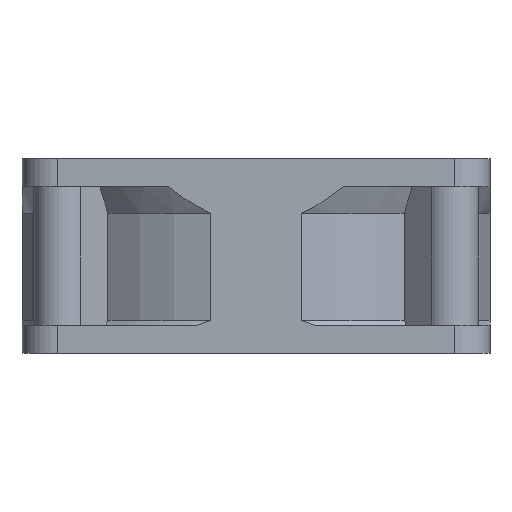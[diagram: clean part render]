
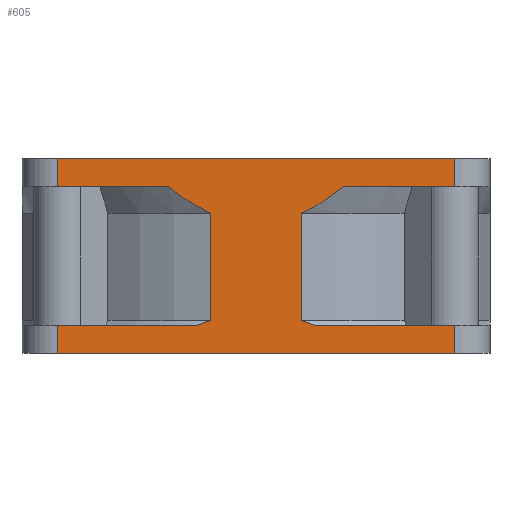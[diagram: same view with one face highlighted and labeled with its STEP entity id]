
A CAD part, front view. The second image highlights one B-rep face of the part: STEP entity #605.
In plain terms, the highlighted planar face has unit normal (0, -1, 0).
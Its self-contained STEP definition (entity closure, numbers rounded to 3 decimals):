
#605 = ADVANCED_FACE( '', ( #1417 ), #1418, .F. );
#1417 = FACE_OUTER_BOUND( '', #4712, .T. );
#1418 = PLANE( '', #4713 );
#4712 = EDGE_LOOP( '', ( #9727, #9728, #9729, #9730, #9731, #9732, #9733, #9734, #9735, #9736, #9737, #9738, #9739, #9740, #9741, #9742 ) );
#4713 = AXIS2_PLACEMENT_3D( '', #9743, #9744, #9745 );
#9727 = ORIENTED_EDGE( '', *, *, #12214, .F. );
#9728 = ORIENTED_EDGE( '', *, *, #11662, .F. );
#9729 = ORIENTED_EDGE( '', *, *, #11747, .F. );
#9730 = ORIENTED_EDGE( '', *, *, #12215, .F. );
#9731 = ORIENTED_EDGE( '', *, *, #12082, .F. );
#9732 = ORIENTED_EDGE( '', *, *, #12216, .T. );
#9733 = ORIENTED_EDGE( '', *, *, #12217, .T. );
#9734 = ORIENTED_EDGE( '', *, *, #12218, .F. );
#9735 = ORIENTED_EDGE( '', *, *, #12219, .F. );
#9736 = ORIENTED_EDGE( '', *, *, #12220, .F. );
#9737 = ORIENTED_EDGE( '', *, *, #12127, .F. );
#9738 = ORIENTED_EDGE( '', *, *, #12221, .F. );
#9739 = ORIENTED_EDGE( '', *, *, #12222, .F. );
#9740 = ORIENTED_EDGE( '', *, *, #12223, .F. );
#9741 = ORIENTED_EDGE( '', *, *, #11970, .F. );
#9742 = ORIENTED_EDGE( '', *, *, #12224, .T. );
#9743 = CARTESIAN_POINT( '', ( -20.377, -30.846, 10.351 ) );
#9744 = DIRECTION( '', ( 0., 1., 0. ) );
#9745 = DIRECTION( '', ( 0., 0., 1. ) );
#11662 = EDGE_CURVE( '', #12993, #12989, #12995, .T. );
#11747 = EDGE_CURVE( '', #13136, #12993, #13138, .T. );
#11970 = EDGE_CURVE( '', #13508, #13510, #13511, .T. );
#12082 = EDGE_CURVE( '', #13693, #13684, #13695, .T. );
#12127 = EDGE_CURVE( '', #13763, #13758, #13765, .F. );
#12214 = EDGE_CURVE( '', #12989, #13890, #13891, .T. );
#12215 = EDGE_CURVE( '', #13684, #13136, #13892, .T. );
#12216 = EDGE_CURVE( '', #13693, #13893, #13894, .T. );
#12217 = EDGE_CURVE( '', #13893, #13895, #13896, .T. );
#12218 = EDGE_CURVE( '', #13897, #13895, #13898, .T. );
#12219 = EDGE_CURVE( '', #13899, #13897, #13900, .T. );
#12220 = EDGE_CURVE( '', #13758, #13899, #13901, .T. );
#12221 = EDGE_CURVE( '', #13902, #13763, #13903, .T. );
#12222 = EDGE_CURVE( '', #13904, #13902, #13905, .T. );
#12223 = EDGE_CURVE( '', #13510, #13904, #13906, .T. );
#12224 = EDGE_CURVE( '', #13508, #13890, #13907, .T. );
#12989 = VERTEX_POINT( '', #15176 );
#12993 = VERTEX_POINT( '', #15183 );
#12995 = B_SPLINE_CURVE_WITH_KNOTS( '', 3, ( #15185, #15186, #15187, #15188, #15189, #15190, #15191, #15192 ), .UNSPECIFIED., .F., .F., ( 4, 2, 2, 4 ), ( 0.057, 0.06, 0.061, 0.063 ), .UNSPECIFIED. );
#13136 = VERTEX_POINT( '', #15765 );
#13138 = LINE( '', #15767, #15768 );
#13508 = VERTEX_POINT( '', #17068 );
#13510 = VERTEX_POINT( '', #17070 );
#13511 = LINE( '', #17071, #17072 );
#13684 = VERTEX_POINT( '', #17680 );
#13693 = VERTEX_POINT( '', #17692 );
#13695 = LINE( '', #17694, #17695 );
#13758 = VERTEX_POINT( '', #18015 );
#13763 = VERTEX_POINT( '', #18021 );
#13765 = LINE( '', #18023, #18024 );
#13890 = VERTEX_POINT( '', #18826 );
#13891 = LINE( '', #18827, #18828 );
#13892 = B_SPLINE_CURVE_WITH_KNOTS( '', 3, ( #18829, #18830, #18831, #18832 ), .UNSPECIFIED., .F., .F., ( 4, 4 ), ( 0.046, 0.048 ), .UNSPECIFIED. );
#13893 = VERTEX_POINT( '', #18833 );
#13894 = LINE( '', #18834, #18835 );
#13895 = VERTEX_POINT( '', #18836 );
#13896 = LINE( '', #18837, #18838 );
#13897 = VERTEX_POINT( '', #18839 );
#13898 = LINE( '', #18840, #18841 );
#13899 = VERTEX_POINT( '', #18842 );
#13900 = LINE( '', #18843, #18844 );
#13901 = B_SPLINE_CURVE_WITH_KNOTS( '', 3, ( #18845, #18846, #18847, #18848 ), .UNSPECIFIED., .F., .F., ( 4, 4 ), ( 0.059, 0.061 ), .UNSPECIFIED. );
#13902 = VERTEX_POINT( '', #18849 );
#13903 = B_SPLINE_CURVE_WITH_KNOTS( '', 3, ( #18850, #18851, #18852, #18853, #18854, #18855, #18856, #18857 ), .UNSPECIFIED., .F., .F., ( 4, 2, 2, 4 ), ( 0.038, 0.04, 0.042, 0.045 ), .UNSPECIFIED. );
#13904 = VERTEX_POINT( '', #18858 );
#13905 = LINE( '', #18859, #18860 );
#13906 = LINE( '', #18861, #18862 );
#13907 = LINE( '', #18863, #18864 );
#15176 = CARTESIAN_POINT( '', ( -6.09, -30.846, 6.751 ) );
#15183 = CARTESIAN_POINT( '', ( -0.647, -30.846, 3.328 ) );
#15185 = CARTESIAN_POINT( '', ( -0.647, -30.846, 3.328 ) );
#15186 = CARTESIAN_POINT( '', ( -1.633, -30.846, 3.759 ) );
#15187 = CARTESIAN_POINT( '', ( -2.572, -30.846, 4.275 ) );
#15188 = CARTESIAN_POINT( '', ( -3.929, -30.846, 5.142 ) );
#15189 = CARTESIAN_POINT( '', ( -4.372, -30.846, 5.446 ) );
#15190 = CARTESIAN_POINT( '', ( -5.245, -30.846, 6.082 ) );
#15191 = CARTESIAN_POINT( '', ( -5.673, -30.846, 6.413 ) );
#15192 = CARTESIAN_POINT( '', ( -6.09, -30.846, 6.751 ) );
#15765 = CARTESIAN_POINT( '', ( -0.647, -30.846, -10.414 ) );
#15767 = CARTESIAN_POINT( '', ( -0.647, -30.846, -14.649 ) );
#15768 = VECTOR( '', #21868, 1000. );
#17068 = CARTESIAN_POINT( '', ( -20.377, -30.846, 10.351 ) );
#17070 = CARTESIAN_POINT( '', ( 30.623, -30.846, 10.351 ) );
#17071 = CARTESIAN_POINT( '', ( -20.377, -30.846, 10.351 ) );
#17072 = VECTOR( '', #22044, 1000. );
#17680 = CARTESIAN_POINT( '', ( -2.534, -30.846, -11.049 ) );
#17692 = CARTESIAN_POINT( '', ( -20.377, -30.846, -11.049 ) );
#17694 = CARTESIAN_POINT( '', ( -20.377, -30.846, -11.049 ) );
#17695 = VECTOR( '', #22162, 1000. );
#18015 = CARTESIAN_POINT( '', ( 10.894, -30.846, -10.414 ) );
#18021 = CARTESIAN_POINT( '', ( 10.894, -30.846, 3.328 ) );
#18023 = CARTESIAN_POINT( '', ( 10.894, -30.846, -14.649 ) );
#18024 = VECTOR( '', #22197, 1000. );
#18826 = CARTESIAN_POINT( '', ( -20.377, -30.846, 6.751 ) );
#18827 = CARTESIAN_POINT( '', ( -20.377, -30.846, 6.751 ) );
#18828 = VECTOR( '', #22253, 1000. );
#18829 = CARTESIAN_POINT( '', ( -2.534, -30.846, -11.049 ) );
#18830 = CARTESIAN_POINT( '', ( -1.913, -30.846, -10.812 ) );
#18831 = CARTESIAN_POINT( '', ( -1.285, -30.846, -10.599 ) );
#18832 = CARTESIAN_POINT( '', ( -0.647, -30.846, -10.414 ) );
#18833 = CARTESIAN_POINT( '', ( -20.377, -30.846, -14.649 ) );
#18834 = CARTESIAN_POINT( '', ( -20.377, -30.846, 10.351 ) );
#18835 = VECTOR( '', #22254, 1000. );
#18836 = CARTESIAN_POINT( '', ( 30.623, -30.846, -14.649 ) );
#18837 = CARTESIAN_POINT( '', ( -20.377, -30.846, -14.649 ) );
#18838 = VECTOR( '', #22255, 1000. );
#18839 = CARTESIAN_POINT( '', ( 30.623, -30.846, -11.049 ) );
#18840 = CARTESIAN_POINT( '', ( 30.623, -30.846, 10.351 ) );
#18841 = VECTOR( '', #22256, 1000. );
#18842 = CARTESIAN_POINT( '', ( 12.781, -30.846, -11.049 ) );
#18843 = CARTESIAN_POINT( '', ( -20.377, -30.846, -11.049 ) );
#18844 = VECTOR( '', #22257, 1000. );
#18845 = CARTESIAN_POINT( '', ( 10.894, -30.846, -10.414 ) );
#18846 = CARTESIAN_POINT( '', ( 11.533, -30.846, -10.6 ) );
#18847 = CARTESIAN_POINT( '', ( 12.162, -30.846, -10.813 ) );
#18848 = CARTESIAN_POINT( '', ( 12.781, -30.846, -11.049 ) );
#18849 = CARTESIAN_POINT( '', ( 16.337, -30.846, 6.751 ) );
#18850 = CARTESIAN_POINT( '', ( 16.337, -30.846, 6.751 ) );
#18851 = CARTESIAN_POINT( '', ( 15.922, -30.846, 6.415 ) );
#18852 = CARTESIAN_POINT( '', ( 15.498, -30.846, 6.087 ) );
#18853 = CARTESIAN_POINT( '', ( 14.628, -30.846, 5.452 ) );
#18854 = CARTESIAN_POINT( '', ( 14.181, -30.846, 5.146 ) );
#18855 = CARTESIAN_POINT( '', ( 12.82, -30.846, 4.276 ) );
#18856 = CARTESIAN_POINT( '', ( 11.88, -30.846, 3.759 ) );
#18857 = CARTESIAN_POINT( '', ( 10.894, -30.846, 3.328 ) );
#18858 = CARTESIAN_POINT( '', ( 30.623, -30.846, 6.751 ) );
#18859 = CARTESIAN_POINT( '', ( -20.377, -30.846, 6.751 ) );
#18860 = VECTOR( '', #22258, 1000. );
#18861 = CARTESIAN_POINT( '', ( 30.623, -30.846, 10.351 ) );
#18862 = VECTOR( '', #22259, 1000. );
#18863 = CARTESIAN_POINT( '', ( -20.377, -30.846, 10.351 ) );
#18864 = VECTOR( '', #22260, 1000. );
#21868 = DIRECTION( '', ( 0., 0., 1. ) );
#22044 = DIRECTION( '', ( 1., 0., 0. ) );
#22162 = DIRECTION( '', ( 1., 0., 0. ) );
#22197 = DIRECTION( '', ( 0., 0., 1. ) );
#22253 = DIRECTION( '', ( -1., 0., 0. ) );
#22254 = DIRECTION( '', ( 0., 0., -1. ) );
#22255 = DIRECTION( '', ( 1., 0., 0. ) );
#22256 = DIRECTION( '', ( 0., 0., -1. ) );
#22257 = DIRECTION( '', ( 1., 0., 0. ) );
#22258 = DIRECTION( '', ( -1., 0., 0. ) );
#22259 = DIRECTION( '', ( 0., 0., -1. ) );
#22260 = DIRECTION( '', ( 0., 0., -1. ) );
